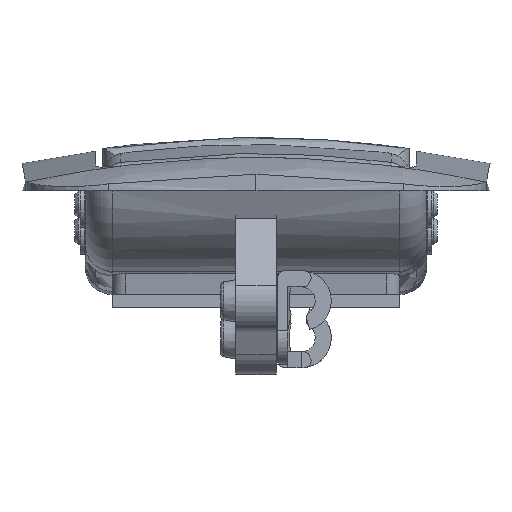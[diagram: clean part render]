
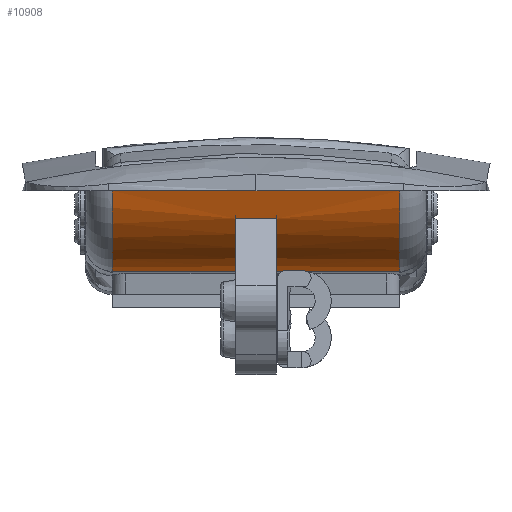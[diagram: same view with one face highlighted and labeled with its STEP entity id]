
A CAD part, left-side view. The second image highlights one B-rep face of the part: STEP entity #10908.
In plain terms, the highlighted cylindrical face has radius 17 mm (diameter 34 mm), a partial arc.
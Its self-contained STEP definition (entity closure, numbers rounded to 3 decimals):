
#3393 = CARTESIAN_POINT ( 'NONE',  ( -54.93, 21.5, 0. ) ) ;
#3432 = CIRCLE ( 'NONE', #3514, 17. ) ;
#3456 = CARTESIAN_POINT ( 'NONE',  ( -41.512, -3.1, -12.022 ) ) ;
#3457 = DIRECTION ( 'NONE',  ( 0., 0., -1. ) ) ;
#3458 = DIRECTION ( 'NONE',  ( 0., -1., 0. ) ) ;
#3459 = CARTESIAN_POINT ( 'NONE',  ( -38.6, 25.5, 4.726 ) ) ;
#3460 = AXIS2_PLACEMENT_3D ( 'NONE', #3459, #3458, #3457 ) ;
#3461 = CYLINDRICAL_SURFACE ( 'NONE', #3460, 17. ) ;
#3462 = FACE_OUTER_BOUND ( 'NONE', #10748, .T. ) ;
#3473 = DIRECTION ( 'NONE',  ( 0., 0., 1. ) ) ;
#3474 = DIRECTION ( 'NONE',  ( 0., -1., 0. ) ) ;
#3475 = CARTESIAN_POINT ( 'NONE',  ( -38.6, 21.5, 4.726 ) ) ;
#3476 = AXIS2_PLACEMENT_3D ( 'NONE', #3475, #3474, #3473 ) ;
#3477 = CIRCLE ( 'NONE', #3476, 17. ) ;
#3478 = CARTESIAN_POINT ( 'NONE',  ( -53.1, -3.1, -4.148 ) ) ;
#3479 = DIRECTION ( 'NONE',  ( 0., -1., 0. ) ) ;
#3480 = VECTOR ( 'NONE', #3479, 1000. ) ;
#3481 = CARTESIAN_POINT ( 'NONE',  ( -41.512, 25.5, -12.022 ) ) ;
#3482 = LINE ( 'NONE', #3481, #3480 ) ;
#3483 = CARTESIAN_POINT ( 'NONE',  ( -53.1, 3.1, -4.148 ) ) ;
#3484 = DIRECTION ( 'NONE',  ( 0., 0., 1. ) ) ;
#3485 = DIRECTION ( 'NONE',  ( 0., 1., 0. ) ) ;
#3486 = CARTESIAN_POINT ( 'NONE',  ( -38.6, 3.1, 4.726 ) ) ;
#3487 = AXIS2_PLACEMENT_3D ( 'NONE', #3486, #3485, #3484 ) ;
#3488 = CIRCLE ( 'NONE', #3487, 17. ) ;
#3493 = CARTESIAN_POINT ( 'NONE',  ( -41.512, 3.1, -12.022 ) ) ;
#3511 = DIRECTION ( 'NONE',  ( 0., 0., 1. ) ) ;
#3512 = DIRECTION ( 'NONE',  ( 0., 1., 0. ) ) ;
#3513 = CARTESIAN_POINT ( 'NONE',  ( -38.6, -3.1, 4.726 ) ) ;
#3514 = AXIS2_PLACEMENT_3D ( 'NONE', #3513, #3512, #3511 ) ;
#3593 = CARTESIAN_POINT ( 'NONE',  ( -41.512, 21.5, -12.022 ) ) ;
#3630 = CIRCLE ( 'NONE', #3764, 17. ) ;
#3632 = CARTESIAN_POINT ( 'NONE',  ( -38.6, -21.5, 4.726 ) ) ;
#3634 = DIRECTION ( 'NONE',  ( 0., 1., 0. ) ) ;
#3635 = VECTOR ( 'NONE', #3634, 1000. ) ;
#3636 = CARTESIAN_POINT ( 'NONE',  ( -53.1, -3.1, -4.148 ) ) ;
#3666 = DIRECTION ( 'NONE',  ( 0., -1., 0. ) ) ;
#3667 = VECTOR ( 'NONE', #3666, 1000. ) ;
#3668 = CARTESIAN_POINT ( 'NONE',  ( -54.93, 25.5, 0. ) ) ;
#3669 = LINE ( 'NONE', #3668, #3667 ) ;
#3728 = LINE ( 'NONE', #3636, #3635 ) ;
#3739 = DIRECTION ( 'NONE',  ( 0., -1., 0. ) ) ;
#3740 = VECTOR ( 'NONE', #3739, 1000. ) ;
#3741 = CARTESIAN_POINT ( 'NONE',  ( -41.512, 25.5, -12.022 ) ) ;
#3742 = LINE ( 'NONE', #3741, #3740 ) ;
#3762 = DIRECTION ( 'NONE',  ( 0., 1., 0. ) ) ;
#3763 = CARTESIAN_POINT ( 'NONE',  ( -54.93, -21.5, 0. ) ) ;
#3764 = AXIS2_PLACEMENT_3D ( 'NONE', #3632, #3762, #3765 ) ;
#3765 = DIRECTION ( 'NONE',  ( 0., 0., 1. ) ) ;
#3935 = CARTESIAN_POINT ( 'NONE',  ( -41.512, -21.5, -12.022 ) ) ;
#10748 = EDGE_LOOP ( 'NONE', ( #10931, #10886, #10902, #10950, #10939, #10885, #10893, #10894 ) ) ;
#10885 = ORIENTED_EDGE ( 'NONE', *, *, #10887, .F. ) ;
#10886 = ORIENTED_EDGE ( 'NONE', *, *, #10903, .T. ) ;
#10887 = EDGE_CURVE ( 'NONE', #10909, #10901, #3432, .T. ) ;
#10893 = ORIENTED_EDGE ( 'NONE', *, *, #10984, .T. ) ;
#10894 = ORIENTED_EDGE ( 'NONE', *, *, #10932, .T. ) ;
#10895 = VERTEX_POINT ( 'NONE', #3493 ) ;
#10898 = EDGE_CURVE ( 'NONE', #10895, #10899, #3488, .T. ) ;
#10899 = VERTEX_POINT ( 'NONE', #3483 ) ;
#10900 = EDGE_CURVE ( 'NONE', #10958, #10895, #3482, .T. ) ;
#10901 = VERTEX_POINT ( 'NONE', #3478 ) ;
#10902 = ORIENTED_EDGE ( 'NONE', *, *, #10900, .T. ) ;
#10903 = EDGE_CURVE ( 'NONE', #10927, #10958, #3477, .T. ) ;
#10908 = ADVANCED_FACE ( 'NONE', ( #3462 ), #3461, .T. ) ;
#10909 = VERTEX_POINT ( 'NONE', #3456 ) ;
#10927 = VERTEX_POINT ( 'NONE', #3393 ) ;
#10931 = ORIENTED_EDGE ( 'NONE', *, *, #10949, .F. ) ;
#10932 = EDGE_CURVE ( 'NONE', #11046, #10933, #3630, .T. ) ;
#10933 = VERTEX_POINT ( 'NONE', #3763 ) ;
#10939 = ORIENTED_EDGE ( 'NONE', *, *, #10940, .F. ) ;
#10940 = EDGE_CURVE ( 'NONE', #10901, #10899, #3728, .T. ) ;
#10949 = EDGE_CURVE ( 'NONE', #10927, #10933, #3669, .T. ) ;
#10950 = ORIENTED_EDGE ( 'NONE', *, *, #10898, .T. ) ;
#10958 = VERTEX_POINT ( 'NONE', #3593 ) ;
#10984 = EDGE_CURVE ( 'NONE', #10909, #11046, #3742, .T. ) ;
#11046 = VERTEX_POINT ( 'NONE', #3935 ) ;
